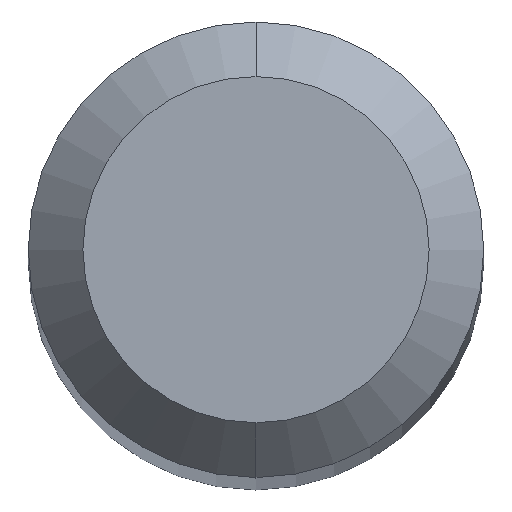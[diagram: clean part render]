
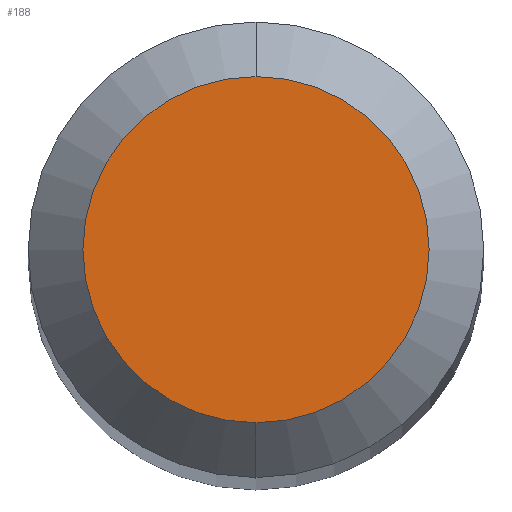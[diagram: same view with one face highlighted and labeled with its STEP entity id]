
A CAD part, top view. The second image highlights one B-rep face of the part: STEP entity #188.
In plain terms, the highlighted planar face has unit normal (0, 0, 1).
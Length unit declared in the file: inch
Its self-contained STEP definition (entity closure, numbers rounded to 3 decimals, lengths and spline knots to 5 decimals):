
#10 = CIRCLE ( 'NONE', #132, 0.0475 ) ;
#52 = VERTEX_POINT ( 'NONE', #263 ) ;
#60 = VERTEX_POINT ( 'NONE', #469 ) ;
#71 = DIRECTION ( 'NONE',  ( 0., 0., 1. ) ) ;
#81 = DIRECTION ( 'NONE',  ( 0., -1., 0. ) ) ;
#106 = CIRCLE ( 'NONE', #262, 0.0475 ) ;
#110 = ORIENTED_EDGE ( 'NONE', *, *, #233, .T. ) ;
#119 = CARTESIAN_POINT ( 'NONE',  ( 0., 0., 0. ) ) ;
#132 = AXIS2_PLACEMENT_3D ( 'NONE', #281, #434, #81 ) ;
#156 = DIRECTION ( 'NONE',  ( 0., 1., 0. ) ) ;
#188 = ADVANCED_FACE ( 'NONE', ( #234 ), #411, .F. ) ;
#199 = CARTESIAN_POINT ( 'NONE',  ( 0., 0.0475, 0. ) ) ;
#233 = EDGE_CURVE ( 'NONE', #52, #60, #106, .T. ) ;
#234 = FACE_OUTER_BOUND ( 'NONE', #446, .T. ) ;
#239 = DIRECTION ( 'NONE',  ( 0., -1., 0. ) ) ;
#262 = AXIS2_PLACEMENT_3D ( 'NONE', #119, #71, #239 ) ;
#263 = CARTESIAN_POINT ( 'NONE',  ( 0., 0.0475, 0. ) ) ;
#273 = AXIS2_PLACEMENT_3D ( 'NONE', #199, #371, #156 ) ;
#281 = CARTESIAN_POINT ( 'NONE',  ( 0., 0., 0. ) ) ;
#371 = DIRECTION ( 'NONE',  ( 0., 0., -1. ) ) ;
#411 = PLANE ( 'NONE',  #273 ) ;
#434 = DIRECTION ( 'NONE',  ( 0., 0., 1. ) ) ;
#446 = EDGE_LOOP ( 'NONE', ( #110, #494 ) ) ;
#469 = CARTESIAN_POINT ( 'NONE',  ( 0., -0.0475, 0. ) ) ;
#494 = ORIENTED_EDGE ( 'NONE', *, *, #548, .T. ) ;
#548 = EDGE_CURVE ( 'NONE', #60, #52, #10, .T. ) ;
